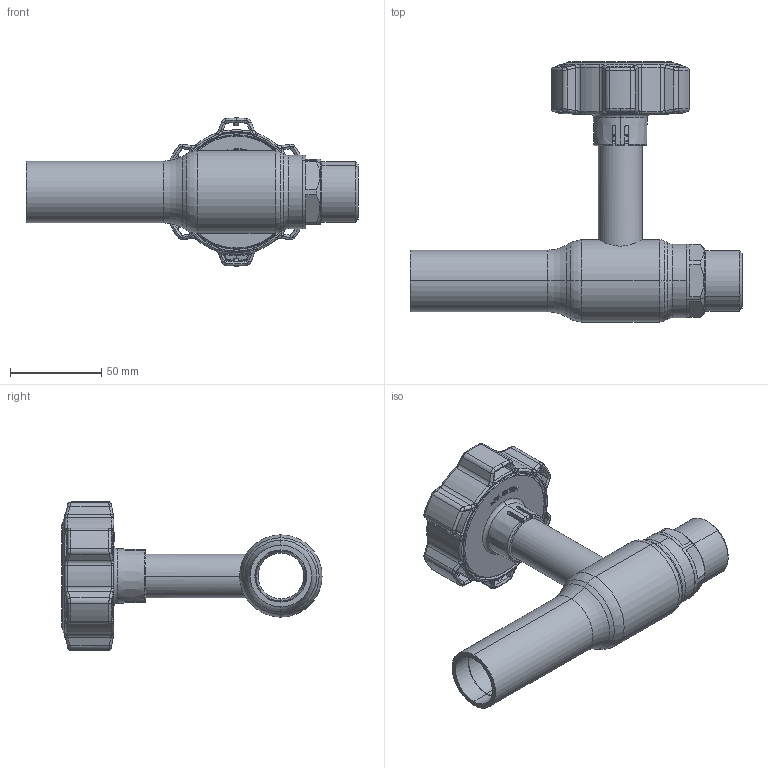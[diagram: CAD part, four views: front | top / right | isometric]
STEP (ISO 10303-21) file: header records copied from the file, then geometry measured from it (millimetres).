
FILE_DESCRIPTION (( 'STEP AP214' ), '1' );
FILE_NAME ('1025003701-2201.STEP', '2023-06-28T11:36:19', ( '' ), ( '' ), 'SwSTEP 2.0', 'SolidWorks 2021', '' );
FILE_SCHEMA (( 'AUTOMOTIVE_DESIGN' ));
Length unit declared in the file: millimetre
Products named in the file (27): 9025013600_005 Endfinishing; 9032560300; 9025000107_Open; 9032570801_Assembly; 1025003701-2_002 Finished - OPEN; 9025003609_007 Finished - OPEN; 9032570500_Raw part Moulding; 9025020001; 9032560900; 9032560400; 92A5014; 9032180001; 1025003701_002 Finished - OPEN; 9032170000; 9032560600; 9032560100_Standard; 9032560702; 1025003701-2201; 9025090000_Uden snap; 9032560000; 9025130000_20) Pipe assembly; 9025000101_Inserted; 9032560002; 9032050001_Uden snap; 9025420000; 9025140000
Assembly tree (30 placements, depth 6):
  1025003701-2201
    1025003701-2_002 Finished - OPEN
      1025003701_002 Finished - OPEN
        9025003609_007 Finished - OPEN
          9025013600_005 Endfinishing
          9025000107_Open
            9025090000_Uden snap
            92A5014  x2
            9032170000
            9032180001  x3
            9032050001_Uden snap
          9025020001
          9025000101_Inserted  x2
            9025130000_20) Pipe assembly
            9025140000
        9025420000
    9032560002
      9032560000
        9032560100_Standard
        9032560400
        9032560300
          9032560300
          9032560900
        9032560600
        9032570500_Raw part Moulding
        9032570801_Assembly
      9032560702
Bounding box: 181.5 x 142.2 x 81 mm (x, y, z)
Volume: 193204 mm3; surface area: 158061 mm2
Topology: 23 solids, 23 shells, 3248 faces, 8014 edges, 4854 vertices
Faces by surface type: cylinder 895, plane 749, torus 707, bspline 492, cone 319, sphere 86
Entity records: 129925 total; most frequent: CARTESIAN_POINT 55196, ORIENTED_EDGE 15582, DIRECTION 15431, EDGE_CURVE 7791, AXIS2_PLACEMENT_3D 6345, VERTEX_POINT 4748, CIRCLE 3639, EDGE_LOOP 3333
